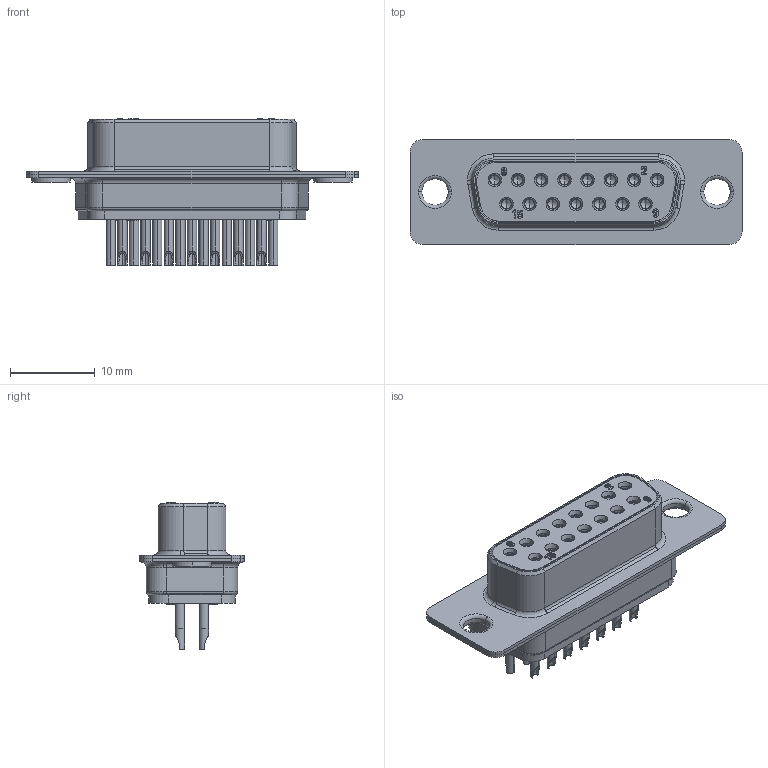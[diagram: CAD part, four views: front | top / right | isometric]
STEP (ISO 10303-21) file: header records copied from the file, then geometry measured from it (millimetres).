
FILE_DESCRIPTION((''),'2;1');
FILE_NAME('212613003.stp','2007-11-07T15:25:00',('martin.rickli'),(''),'Autodesk Inventor 9','Autodesk Inventor 9','');
FILE_SCHEMA(('AUTOMOTIVE_DESIGN { 1 0 10303 214 1 1 1 1 }'));
Length unit declared in the file: millimetre
Products named in the file (6): 052104; 00031a_15; R+B00099f; R+B00151a; R+B00144; DE002585
Assembly tree (19 placements, depth 2):
  052104
    00031a_15
    R+B00099f  x15
    R+B00151a
    R+B00144
    DE002585
Bounding box: 39.2 x 12.4 x 17.45 mm (x, y, z)
Volume: 2071.1 mm3; surface area: 6470.1 mm2
Topology: 19 solids, 19 shells, 3185 faces, 8032 edges, 4911 vertices
Faces by surface type: plane 2273, cylinder 441, bspline 231, cone 184, torus 56
Entity records: 24675 total; most frequent: CARTESIAN_POINT 7234, DIRECTION 3717, ORIENTED_EDGE 3596, EDGE_CURVE 1798, AXIS2_PLACEMENT_3D 1418, VERTEX_POINT 1145, VECTOR 881, LINE 881
